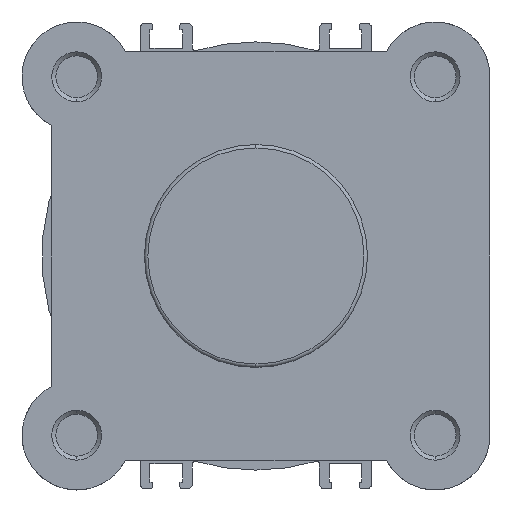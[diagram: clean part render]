
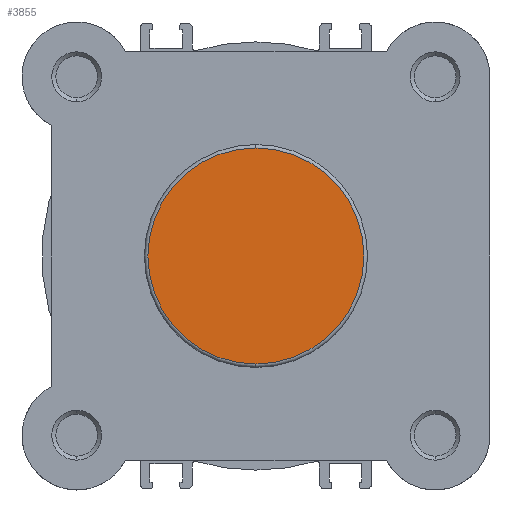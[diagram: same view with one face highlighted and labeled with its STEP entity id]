
A CAD part, left-side view. The second image highlights one B-rep face of the part: STEP entity #3855.
In plain terms, the highlighted planar face has unit normal (-1, 0, 0).
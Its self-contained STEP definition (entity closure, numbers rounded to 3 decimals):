
#236 = ORIENTED_EDGE ( 'NONE', *, *, #5370, .T. ) ;
#376 = ORIENTED_EDGE ( 'NONE', *, *, #3994, .T. ) ;
#876 = CARTESIAN_POINT ( 'NONE',  ( 0., 22.4, 0. ) ) ;
#877 = PLANE ( 'NONE',  #4386 ) ;
#878 = DIRECTION ( 'NONE',  ( 1., 0., 0. ) ) ;
#879 = DIRECTION ( 'NONE',  ( 0., 0., -1. ) ) ;
#1398 = CARTESIAN_POINT ( 'NONE',  ( 0., 0., 0. ) ) ;
#1399 = DIRECTION ( 'NONE',  ( -1., 0., 0. ) ) ;
#1400 = DIRECTION ( 'NONE',  ( 0., 0., -1. ) ) ;
#2098 = CIRCLE ( 'NONE', #4666, 21.7 ) ;
#2933 = CARTESIAN_POINT ( 'NONE',  ( 0., 0., 21.7 ) ) ;
#2934 = CARTESIAN_POINT ( 'NONE',  ( 0., 0., -21.7 ) ) ;
#3188 = CARTESIAN_POINT ( 'NONE',  ( 0., 0., 0. ) ) ;
#3196 = DIRECTION ( 'NONE',  ( -1., 0., 0. ) ) ;
#3197 = DIRECTION ( 'NONE',  ( 0., 0., -1. ) ) ;
#3855 = ADVANCED_FACE ( 'NONE', ( #6170 ), #877, .F. ) ;
#3994 = EDGE_CURVE ( 'NONE', #5024, #5025, #6454, .T. ) ;
#4386 = AXIS2_PLACEMENT_3D ( 'NONE', #876, #878, #879 ) ;
#4531 = AXIS2_PLACEMENT_3D ( 'NONE', #1398, #1399, #1400 ) ;
#4666 = AXIS2_PLACEMENT_3D ( 'NONE', #3188, #3196, #3197 ) ;
#5024 = VERTEX_POINT ( 'NONE', #2933 ) ;
#5025 = VERTEX_POINT ( 'NONE', #2934 ) ;
#5370 = EDGE_CURVE ( 'NONE', #5025, #5024, #2098, .T. ) ;
#5770 = EDGE_LOOP ( 'NONE', ( #236, #376 ) ) ;
#6170 = FACE_OUTER_BOUND ( 'NONE', #5770, .T. ) ;
#6454 = CIRCLE ( 'NONE', #4531, 21.7 ) ;
